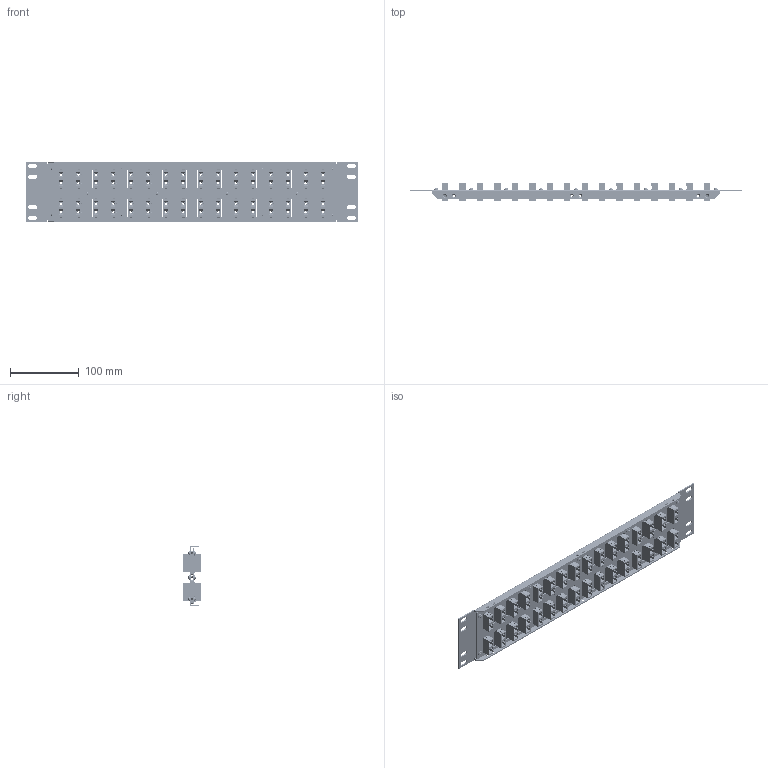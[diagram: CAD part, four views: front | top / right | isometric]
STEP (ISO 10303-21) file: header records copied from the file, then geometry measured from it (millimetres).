
FILE_DESCRIPTION (( 'STEP AP214' ), '1' );
FILE_NAME ('PR35DSC32C-SM.STEP', '2017-05-26T15:48:46', ( 'L-Com' ), ( 'L-Com Global Connectivity' ), 'SwSTEP 2.0', 'SolidWorks 2014', '' );
FILE_SCHEMA (( 'AUTOMOTIVE_DESIGN' ));
Length unit declared in the file: inch
Products named in the file (8): FOA-005A; PR35DSC32C-MA2; cls-632-2; 91255A146_91255A146; PR35DSC32C-MA1; PR35DSC32C-SM
Assembly tree (64 placements, depth 3):
  PR35DSC32C-SM
    PR35DSC32C-MA1
    91255A146_91255A146  x14
    PR35DSC32C-MA2
      PR35DSC32C-MA2
      cls-632-2  x14
    FOA-005A  x32
      FOA-005A
Bounding box: 482.6 x 27.43 x 88.39 mm (x, y, z)
Volume: 216448.5 mm3; surface area: 322521.3 mm2
Topology: 62 solids, 62 shells, 10745 faces, 28802 edges, 19004 vertices
Faces by surface type: plane 8111, cylinder 1686, bspline 500, cone 420, sphere 28
Entity records: 80016 total; most frequent: CARTESIAN_POINT 30262, ORIENTED_EDGE 8332, DIRECTION 6166, EDGE_CURVE 4166, VECTOR 3030, LINE 3030, VERTEX_POINT 2756, EDGE_LOOP 1830
